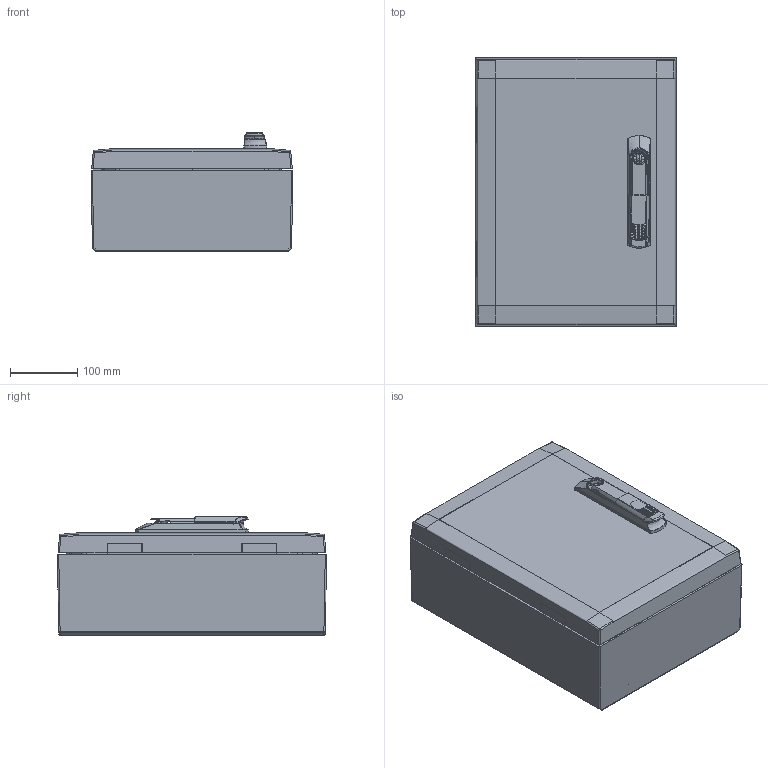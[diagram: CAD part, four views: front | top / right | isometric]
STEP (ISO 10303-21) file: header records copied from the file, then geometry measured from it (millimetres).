
FILE_DESCRIPTION (( 'STEP AP203' ), '1' );
FILE_NAME ('ARCA 403015S No MP.STEP', '2022-07-27T11:57:07', ( '' ), ( '' ), 'SwSTEP 2.0', 'SolidWorks 2021', '' );
FILE_SCHEMA (( 'CONFIG_CONTROL_DESIGN' ));
Length unit declared in the file: millimetre
Products named in the file (5): Cabinet hinge small; ARCA 403015S No MP; Cabinet 403012 Base; Cabinet 403003S Cover; Swing Handle 40 for 4030 4040
Assembly tree (5 placements, depth 2):
  ARCA 403015S No MP
    Cabinet hinge small  x2
    Cabinet 403003S Cover
    Cabinet 403012 Base
    Swing Handle 40 for 4030 4040
Bounding box: 300 x 400 x 176.55 mm (x, y, z)
Volume: 2251345.4 mm3; surface area: 1244150.4 mm2
Topology: 42 solids, 42 shells, 3270 faces, 8489 edges, 5509 vertices
Faces by surface type: plane 1564, cylinder 832, bspline 473, cone 356, torus 37, sphere 8
Entity records: 139082 total; most frequent: CARTESIAN_POINT 63588, ORIENTED_EDGE 16658, DIRECTION 14168, EDGE_CURVE 8329, VERTEX_POINT 5419, AXIS2_PLACEMENT_3D 4836, VECTOR 4496, LINE 4496
